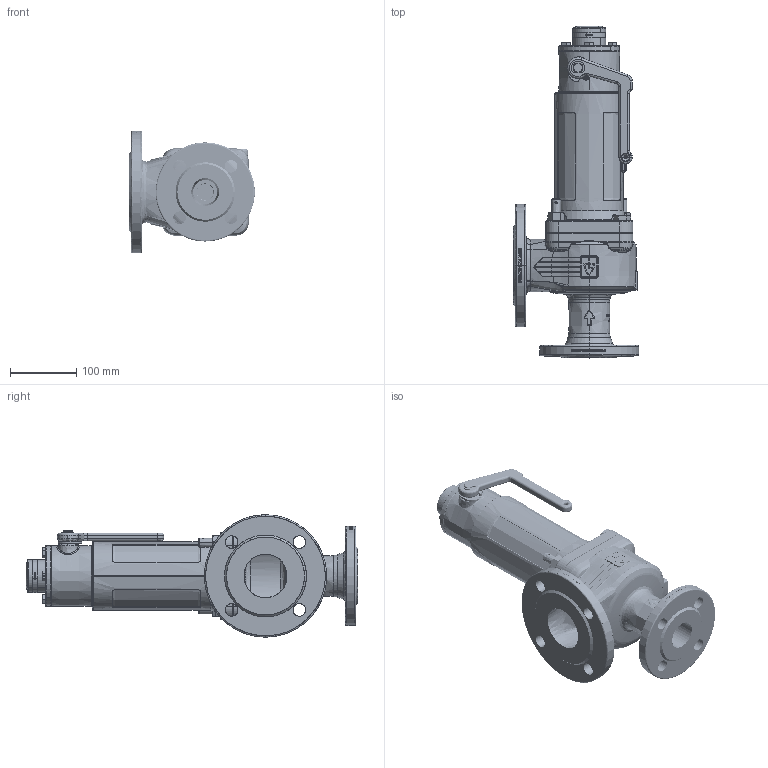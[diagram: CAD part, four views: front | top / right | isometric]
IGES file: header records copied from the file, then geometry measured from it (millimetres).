
Start section: SolidWorks IGES file using analytic representation for surfaces
Global section: file name: 355tGFL_40_FLFL_4065.IGS; native system: SolidWorks 2018; preprocessor: SolidWorks 2018; author: Hehr; date: 200116.121207; units: millimetre
Bounding box: 190 x 502.5 x 185 mm (x, y, z)
Surface area: 551548.5 mm2 (no closed solid volume)
Topology: 0 solids, 0 shells, 2436 faces, 32419 edges, 32367 vertices
Faces by surface type: bspline 1527, revolution 909
